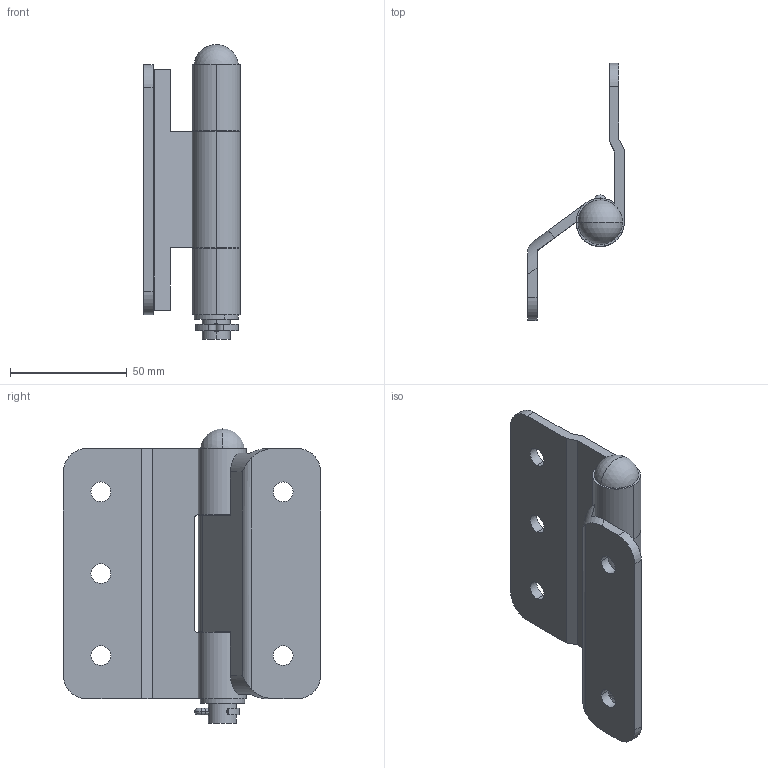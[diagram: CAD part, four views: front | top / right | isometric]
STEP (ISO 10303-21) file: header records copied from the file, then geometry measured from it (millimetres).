
FILE_DESCRIPTION (( 'STEP AP203' ), '1' );
FILE_NAME ('B-1877-1.STEP', '2012-02-14T01:41:03', ( '' ), ( '' ), 'SwSTEP 2.0', 'SolidWorks 2011', '' );
FILE_SCHEMA (( 'CONFIG_CONTROL_DESIGN' ));
Length unit declared in the file: millimetre
Products named in the file (6): B-1877-1シャフト_; B-1877-1ヒンジA_; B-1877-1儚僢僔儍乕_; B-1877-1; B-1877-1ヒンジB_; 割りピン　呼び3_曲げ1
Assembly tree (5 placements, depth 2):
  B-1877-1
    B-1877-1シャフト_
    割りピン　呼び3_曲げ1
    B-1877-1儚僢僔儍乕_
    B-1877-1ヒンジA_
    B-1877-1ヒンジB_
Bounding box: 41.3 x 110 x 126 mm (x, y, z)
Volume: 81440 mm3; surface area: 42700.7 mm2
Topology: 5 solids, 5 shells, 124 faces, 310 edges, 195 vertices
Faces by surface type: cylinder 65, plane 35, torus 18, bspline 4, sphere 2
Entity records: 4756 total; most frequent: CARTESIAN_POINT 1061, DIRECTION 692, ORIENTED_EDGE 620, EDGE_CURVE 310, AXIS2_PLACEMENT_3D 278, VERTEX_POINT 195, CIRCLE 150, EDGE_LOOP 143
